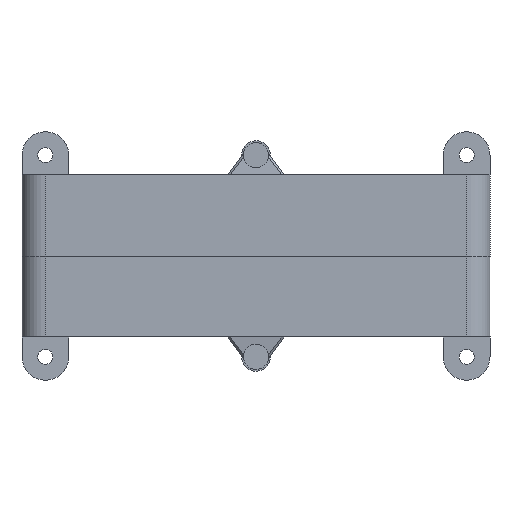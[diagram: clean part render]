
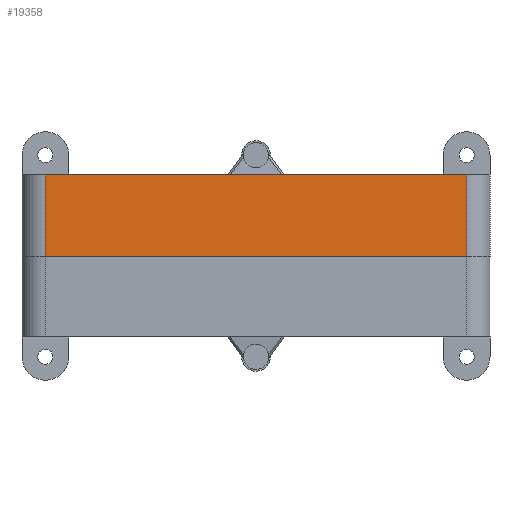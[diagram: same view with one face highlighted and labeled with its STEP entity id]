
A CAD part, front view. The second image highlights one B-rep face of the part: STEP entity #19358.
In plain terms, the highlighted planar face has unit normal (0, -1, 0).
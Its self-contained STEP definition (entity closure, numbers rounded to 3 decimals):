
#1323=PLANE('',#20697);
#1986=FACE_OUTER_BOUND('',#3122,.T.);
#3122=EDGE_LOOP('',(#13767,#13768,#13769,#13770));
#4437=LINE('',#27661,#6420);
#4481=LINE('',#27789,#6464);
#4482=LINE('',#27791,#6465);
#4483=LINE('',#27792,#6466);
#6420=VECTOR('',#22063,117.);
#6464=VECTOR('',#22151,22.5);
#6465=VECTOR('',#22152,117.);
#6466=VECTOR('',#22153,22.5);
#8747=VERTEX_POINT('',#27658);
#8748=VERTEX_POINT('',#27660);
#8810=VERTEX_POINT('',#27788);
#8811=VERTEX_POINT('',#27790);
#10705=EDGE_CURVE('',#8748,#8747,#4437,.T.);
#10769=EDGE_CURVE('',#8747,#8810,#4481,.F.);
#10770=EDGE_CURVE('',#8811,#8810,#4482,.T.);
#10771=EDGE_CURVE('',#8811,#8748,#4483,.T.);
#13767=ORIENTED_EDGE('',*,*,#10705,.T.);
#13768=ORIENTED_EDGE('',*,*,#10769,.T.);
#13769=ORIENTED_EDGE('',*,*,#10770,.F.);
#13770=ORIENTED_EDGE('',*,*,#10771,.T.);
#19358=ADVANCED_FACE('',(#1986),#1323,.F.);
#20697=AXIS2_PLACEMENT_3D('',#27787,#22149,#22150);
#22063=DIRECTION('',(1.,0.,0.));
#22149=DIRECTION('center_axis',(0.,1.,0.));
#22150=DIRECTION('ref_axis',(0.,0.,1.));
#22151=DIRECTION('',(0.,0.,-1.));
#22152=DIRECTION('',(1.,0.,0.));
#22153=DIRECTION('',(0.,0.,-1.));
#27658=CARTESIAN_POINT('',(58.5,0.,0.));
#27660=CARTESIAN_POINT('',(-58.5,0.,0.));
#27661=CARTESIAN_POINT('',(-58.5,0.,0.));
#27787=CARTESIAN_POINT('Origin',(65.,0.,22.5));
#27788=CARTESIAN_POINT('',(58.5,0.,22.5));
#27789=CARTESIAN_POINT('',(58.5,0.,22.5));
#27790=CARTESIAN_POINT('',(-58.5,0.,22.5));
#27791=CARTESIAN_POINT('',(-58.5,0.,22.5));
#27792=CARTESIAN_POINT('',(-58.5,0.,22.5));
